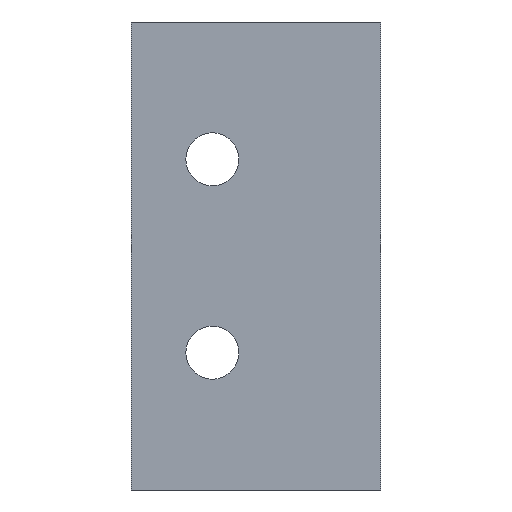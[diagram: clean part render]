
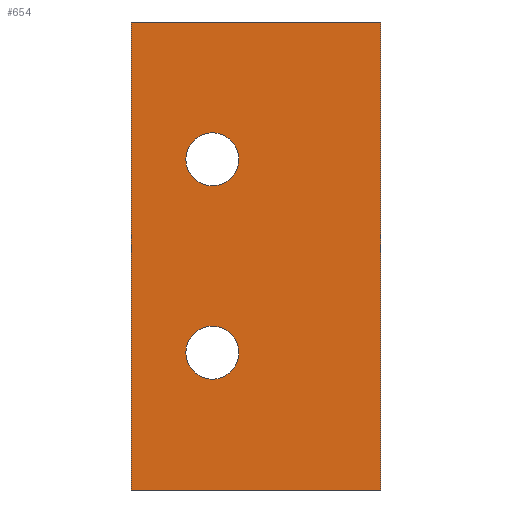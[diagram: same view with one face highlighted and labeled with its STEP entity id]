
A CAD part, front view. The second image highlights one B-rep face of the part: STEP entity #654.
In plain terms, the highlighted planar face has unit normal (0, -1, 0).
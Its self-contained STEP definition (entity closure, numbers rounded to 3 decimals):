
#5 = ORIENTED_EDGE ( 'NONE', *, *, #605, .T. ) ;
#17 = DIRECTION ( 'NONE',  ( 0., 0., -1. ) ) ;
#37 = FACE_BOUND ( 'NONE', #744, .T. ) ;
#91 = CARTESIAN_POINT ( 'NONE',  ( 0., 0., 75. ) ) ;
#106 = DIRECTION ( 'NONE',  ( 0., 1., 0. ) ) ;
#122 = DIRECTION ( 'NONE',  ( -1., 0., 0. ) ) ;
#133 = CIRCLE ( 'NONE', #923, 4.25 ) ;
#143 = DIRECTION ( 'NONE',  ( 0., 1., 0. ) ) ;
#154 = VERTEX_POINT ( 'NONE', #685 ) ;
#174 = ORIENTED_EDGE ( 'NONE', *, *, #472, .T. ) ;
#187 = DIRECTION ( 'NONE',  ( -1., 0., 0. ) ) ;
#188 = EDGE_CURVE ( 'NONE', #206, #371, #431, .T. ) ;
#196 = DIRECTION ( 'NONE',  ( 0., 0., -1. ) ) ;
#198 = CARTESIAN_POINT ( 'NONE',  ( -31.25, 0., 53. ) ) ;
#200 = EDGE_CURVE ( 'NONE', #248, #213, #549, .T. ) ;
#202 = CARTESIAN_POINT ( 'NONE',  ( 0., 0., 0. ) ) ;
#206 = VERTEX_POINT ( 'NONE', #857 ) ;
#213 = VERTEX_POINT ( 'NONE', #801 ) ;
#217 = CARTESIAN_POINT ( 'NONE',  ( 0., 0., 0. ) ) ;
#231 = EDGE_CURVE ( 'NONE', #248, #154, #258, .T. ) ;
#240 = VECTOR ( 'NONE', #723, 1000. ) ;
#241 = AXIS2_PLACEMENT_3D ( 'NONE', #561, #487, #796 ) ;
#248 = VERTEX_POINT ( 'NONE', #952 ) ;
#258 = LINE ( 'NONE', #264, #240 ) ;
#260 = AXIS2_PLACEMENT_3D ( 'NONE', #949, #106, #187 ) ;
#264 = CARTESIAN_POINT ( 'NONE',  ( 0., 0., 75. ) ) ;
#295 = ORIENTED_EDGE ( 'NONE', *, *, #316, .T. ) ;
#316 = EDGE_CURVE ( 'NONE', #885, #798, #769, .T. ) ;
#344 = VECTOR ( 'NONE', #17, 1000. ) ;
#347 = CARTESIAN_POINT ( 'NONE',  ( -40., 0., 75. ) ) ;
#350 = DIRECTION ( 'NONE',  ( 0., 1., 0. ) ) ;
#371 = VERTEX_POINT ( 'NONE', #884 ) ;
#381 = ORIENTED_EDGE ( 'NONE', *, *, #789, .F. ) ;
#388 = EDGE_CURVE ( 'NONE', #213, #489, #887, .T. ) ;
#414 = FACE_OUTER_BOUND ( 'NONE', #823, .T. ) ;
#431 = CIRCLE ( 'NONE', #520, 4.25 ) ;
#446 = DIRECTION ( 'NONE',  ( -1., 0., 0. ) ) ;
#461 = DIRECTION ( 'NONE',  ( 0., 1., 0. ) ) ;
#472 = EDGE_CURVE ( 'NONE', #371, #206, #907, .T. ) ;
#487 = DIRECTION ( 'NONE',  ( 0., 1., 0. ) ) ;
#489 = VERTEX_POINT ( 'NONE', #217 ) ;
#496 = DIRECTION ( 'NONE',  ( 1., 0., 0. ) ) ;
#514 = ORIENTED_EDGE ( 'NONE', *, *, #231, .F. ) ;
#520 = AXIS2_PLACEMENT_3D ( 'NONE', #797, #350, #122 ) ;
#549 = LINE ( 'NONE', #347, #704 ) ;
#561 = CARTESIAN_POINT ( 'NONE',  ( 0., 0., 75. ) ) ;
#564 = ORIENTED_EDGE ( 'NONE', *, *, #388, .T. ) ;
#605 = EDGE_CURVE ( 'NONE', #798, #885, #133, .T. ) ;
#612 = ORIENTED_EDGE ( 'NONE', *, *, #200, .T. ) ;
#636 = ORIENTED_EDGE ( 'NONE', *, *, #188, .T. ) ;
#638 = PLANE ( 'NONE',  #241 ) ;
#641 = VECTOR ( 'NONE', #496, 1000. ) ;
#654 = ADVANCED_FACE ( 'NONE', ( #778, #37, #414 ), #638, .F. ) ;
#685 = CARTESIAN_POINT ( 'NONE',  ( 0., 0., 75. ) ) ;
#700 = CARTESIAN_POINT ( 'NONE',  ( -27., 0., 22. ) ) ;
#704 = VECTOR ( 'NONE', #196, 1000. ) ;
#723 = DIRECTION ( 'NONE',  ( 1., 0., 0. ) ) ;
#744 = EDGE_LOOP ( 'NONE', ( #174, #636 ) ) ;
#769 = CIRCLE ( 'NONE', #260, 4.25 ) ;
#770 = DIRECTION ( 'NONE',  ( -1., 0., 0. ) ) ;
#778 = FACE_BOUND ( 'NONE', #859, .T. ) ;
#789 = EDGE_CURVE ( 'NONE', #154, #489, #848, .T. ) ;
#796 = DIRECTION ( 'NONE',  ( -1., 0., 0. ) ) ;
#797 = CARTESIAN_POINT ( 'NONE',  ( -27., 0., 22. ) ) ;
#798 = VERTEX_POINT ( 'NONE', #833 ) ;
#801 = CARTESIAN_POINT ( 'NONE',  ( -40., 0., 0. ) ) ;
#823 = EDGE_LOOP ( 'NONE', ( #564, #381, #514, #612 ) ) ;
#829 = AXIS2_PLACEMENT_3D ( 'NONE', #700, #461, #770 ) ;
#833 = CARTESIAN_POINT ( 'NONE',  ( -22.75, 0., 53. ) ) ;
#848 = LINE ( 'NONE', #91, #344 ) ;
#857 = CARTESIAN_POINT ( 'NONE',  ( -31.25, 0., 22. ) ) ;
#859 = EDGE_LOOP ( 'NONE', ( #5, #295 ) ) ;
#884 = CARTESIAN_POINT ( 'NONE',  ( -22.75, 0., 22. ) ) ;
#885 = VERTEX_POINT ( 'NONE', #198 ) ;
#887 = LINE ( 'NONE', #202, #641 ) ;
#902 = CARTESIAN_POINT ( 'NONE',  ( -27., 0., 53. ) ) ;
#907 = CIRCLE ( 'NONE', #829, 4.25 ) ;
#923 = AXIS2_PLACEMENT_3D ( 'NONE', #902, #143, #446 ) ;
#949 = CARTESIAN_POINT ( 'NONE',  ( -27., 0., 53. ) ) ;
#952 = CARTESIAN_POINT ( 'NONE',  ( -40., 0., 75. ) ) ;
